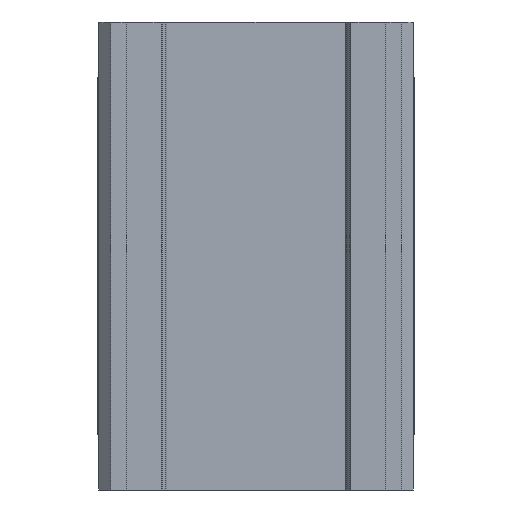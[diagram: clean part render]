
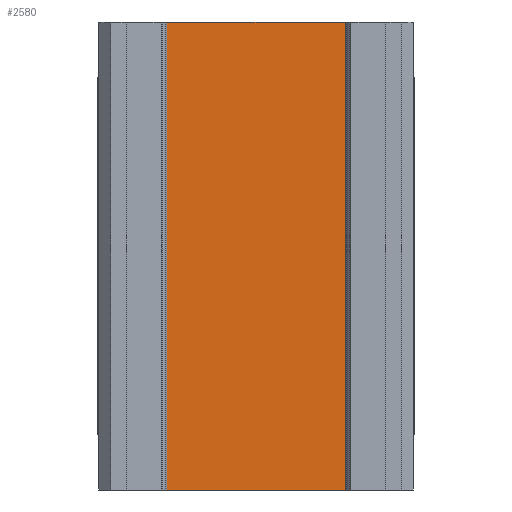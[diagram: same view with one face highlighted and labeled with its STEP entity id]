
A CAD part, front view. The second image highlights one B-rep face of the part: STEP entity #2580.
In plain terms, the highlighted planar face has unit normal (0, -1, 0).
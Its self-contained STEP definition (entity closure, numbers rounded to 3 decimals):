
#280=FACE_OUTER_BOUND('',#429,.T.);
#429=EDGE_LOOP('',(#2110,#2111,#2112,#2113));
#596=LINE('',#3834,#882);
#685=LINE('',#4136,#971);
#686=LINE('',#4138,#972);
#687=LINE('',#4139,#973);
#882=VECTOR('',#3058,10.);
#971=VECTOR('',#3369,10.);
#972=VECTOR('',#3370,10.);
#973=VECTOR('',#3371,10.);
#1148=VERTEX_POINT('',#3831);
#1149=VERTEX_POINT('',#3833);
#1251=VERTEX_POINT('',#4135);
#1252=VERTEX_POINT('',#4137);
#1420=EDGE_CURVE('',#1148,#1149,#596,.T.);
#1565=EDGE_CURVE('',#1148,#1251,#685,.T.);
#1566=EDGE_CURVE('',#1252,#1251,#686,.T.);
#1567=EDGE_CURVE('',#1149,#1252,#687,.T.);
#2110=ORIENTED_EDGE('',*,*,#1420,.F.);
#2111=ORIENTED_EDGE('',*,*,#1565,.T.);
#2112=ORIENTED_EDGE('',*,*,#1566,.F.);
#2113=ORIENTED_EDGE('',*,*,#1567,.F.);
#2457=PLANE('',#2806);
#2580=ADVANCED_FACE('',(#280),#2457,.F.);
#2806=AXIS2_PLACEMENT_3D('',#4134,#3367,#3368);
#3058=DIRECTION('',(-1.,0.,0.));
#3367=DIRECTION('center_axis',(0.,1.,0.));
#3368=DIRECTION('ref_axis',(-1.,0.,0.));
#3369=DIRECTION('',(0.,0.,1.));
#3370=DIRECTION('',(1.,0.,0.));
#3371=DIRECTION('',(0.,0.,1.));
#3831=CARTESIAN_POINT('',(11.75,-2.25,-29.55));
#3833=CARTESIAN_POINT('',(-11.75,-2.25,-29.55));
#3834=CARTESIAN_POINT('',(5.875,-2.25,-29.55));
#4134=CARTESIAN_POINT('Origin',(11.75,-2.25,0.));
#4135=CARTESIAN_POINT('',(11.75,-2.25,29.55));
#4136=CARTESIAN_POINT('',(11.75,-2.25,0.));
#4137=CARTESIAN_POINT('',(-11.75,-2.25,29.55));
#4138=CARTESIAN_POINT('',(5.875,-2.25,29.55));
#4139=CARTESIAN_POINT('',(-11.75,-2.25,0.));
